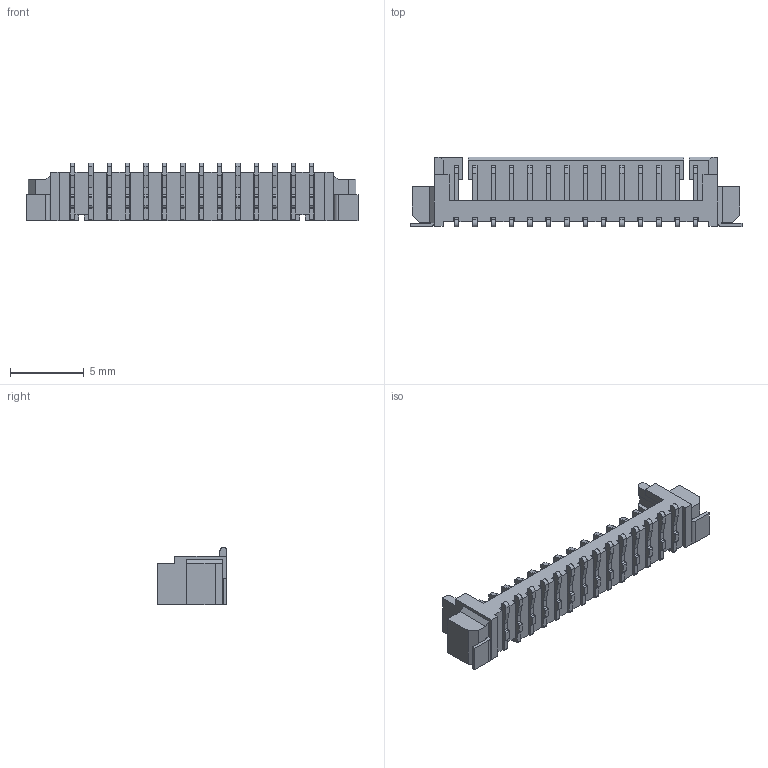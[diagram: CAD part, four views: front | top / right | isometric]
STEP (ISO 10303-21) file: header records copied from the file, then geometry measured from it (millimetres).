
FILE_DESCRIPTION((''),'2;1');
FILE_NAME('FWF12505-S10','2025-01-22T',('工程三'),(''),'PRO/ENGINEER BY PARAMETRIC TECHNOLOGY CORPORATION, 2010280','PRO/ENGINEER BY PARAMETRIC TECHNOLOGY CORPORATION, 2010280','');
FILE_SCHEMA(('CONFIG_CONTROL_DESIGN'));
Length unit declared in the file: millimetre
Products named in the file (1): FWF12505-S10
Bounding box: 22.55 x 4.74 x 3.9 mm (x, y, z)
Volume: 153.3 mm3; surface area: 578.2 mm2
Topology: 15 solids, 15 shells, 544 faces, 1499 edges, 995 vertices
Faces by surface type: plane 402, cylinder 142
Entity records: 17229 total; most frequent: CARTESIAN_POINT 3038, ORIENTED_EDGE 2998, DIRECTION 2871, EDGE_CURVE 1499, VECTOR 1215, LINE 1215, VERTEX_POINT 995, AXIS2_PLACEMENT_3D 828
